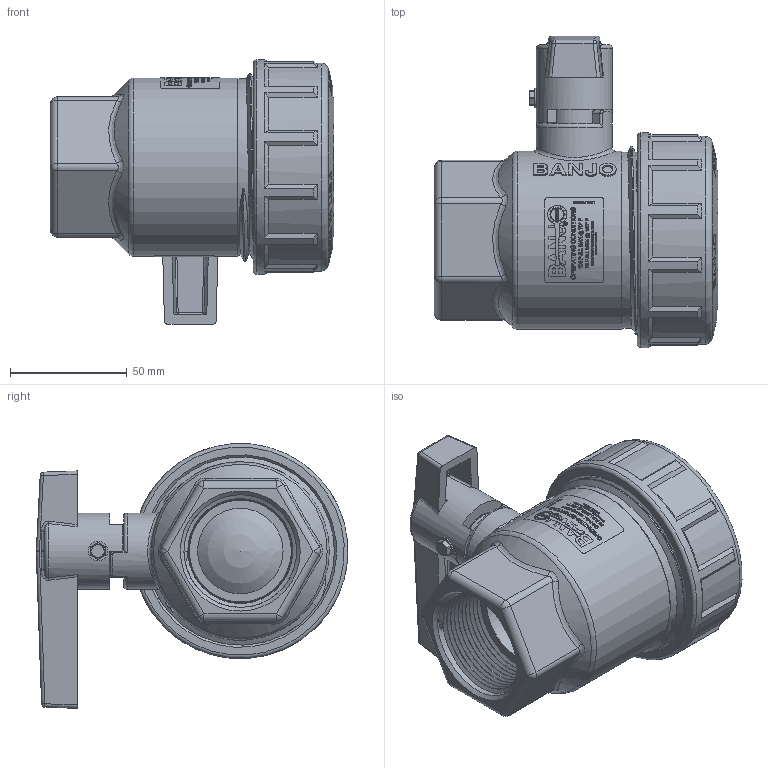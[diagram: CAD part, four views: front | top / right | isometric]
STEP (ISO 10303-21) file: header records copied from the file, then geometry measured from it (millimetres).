
FILE_DESCRIPTION(/* description */ ('1 1/2" UV Body'),/* implementation_level */ '2;1');
FILE_NAME(/* name */ 'UV150FPV.stp',/* time_stamp */ '2014-10-06T10:58:39-04:00',/* author */ ('MJC'),/* organization */ (''),/* preprocessor_version */ 'ST-DEVELOPER v15.2',/* originating_system */ 'Autodesk Inventor 2014',/* authorisation */ '');
FILE_SCHEMA (('AUTOMOTIVE_DESIGN { 1 0 10303 214 3 1 1 }'));
Length unit declared in the file: inch
Products named in the file (16): UV15254; UVL1000-D3.000; UV15257; UVX15255; UV15255M; UV15255; UV15153; UV15151; UV15150; UV15220; UV15163V; UV15264V; VL1005; V20258; UV150FPV
Bounding box: 121.26 x 133.3 x 113.29 mm (x, y, z)
Volume: 418869.6 mm3; surface area: 152055.3 mm2
Topology: 14 solids, 14 shells, 2820 faces, 7512 edges, 4984 vertices
Faces by surface type: plane 1402, bspline 897, cylinder 351, cone 117, torus 34, sphere 19
Full cylindrical faces by diameter (mm): 8.331 x1, 16.129 x2, 20.523 x3, 20.65 x1, 24.892 x1, 32.512 x2, 36.576 x2, 36.83 x1, 38.1 x2, 50.8 x2, 50.978 x1, 51.054 x1, 61.214 x1, 62.357 x1, 64.008 x1, 69.596 x1, 70.358 x1, 75.463 x6, 76.2 x1, 79.375 x5, 89.154 x1, 92.075 x1
Entity records: 140896 total; most frequent: CARTESIAN_POINT 76936, ORIENTED_EDGE 14642, DIRECTION 10057, EDGE_CURVE 7321, VERTEX_POINT 4895, AXIS2_PLACEMENT_3D 3404, LINE 3249, VECTOR 3249
